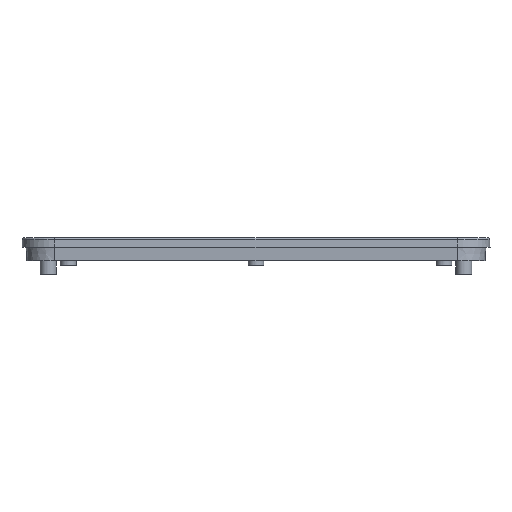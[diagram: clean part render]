
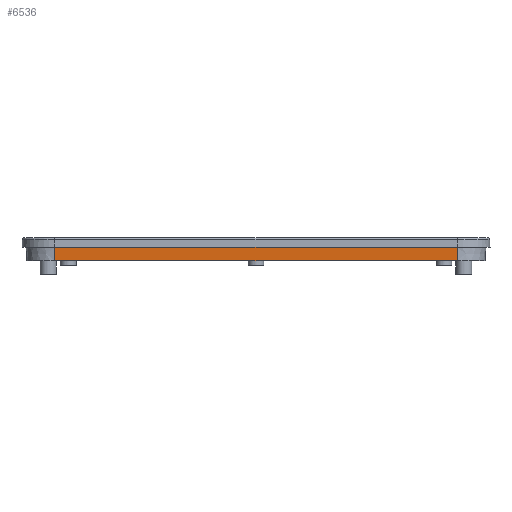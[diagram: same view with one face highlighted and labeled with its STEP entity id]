
A CAD part, left-side view. The second image highlights one B-rep face of the part: STEP entity #6536.
In plain terms, the highlighted planar face has unit normal (-0.999, 0, -0.035).
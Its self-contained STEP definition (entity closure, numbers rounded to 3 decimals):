
#746 = PLANE('',#747);
#747 = AXIS2_PLACEMENT_3D('',#748,#749,#750);
#748 = CARTESIAN_POINT('',(13.598,31.484,-2.5));
#749 = DIRECTION('',(0.,0.,-1.));
#750 = DIRECTION('',(-1.,0.,0.));
#1573 = VERTEX_POINT('',#1574);
#1574 = CARTESIAN_POINT('',(-7.215,-6.516,-2.5));
#1593 = CONICAL_SURFACE('',#1594,5.4,0.035);
#1594 = AXIS2_PLACEMENT_3D('',#1595,#1596,#1597);
#1595 = CARTESIAN_POINT('',(-1.902,-6.516,
    0.));
#1596 = DIRECTION('',(0.,0.,1.));
#1597 = DIRECTION('',(0.,1.,0.));
#1605 = EDGE_CURVE('',#1606,#1573,#1608,.T.);
#1606 = VERTEX_POINT('',#1607);
#1607 = CARTESIAN_POINT('',(-7.215,69.484,-2.5));
#1608 = SURFACE_CURVE('',#1609,(#1613,#1620),.PCURVE_S1.);
#1609 = LINE('',#1610,#1611);
#1610 = CARTESIAN_POINT('',(-7.215,69.484,-2.5));
#1611 = VECTOR('',#1612,1.);
#1612 = DIRECTION('',(0.,-1.,0.));
#1613 = PCURVE('',#746,#1614);
#1614 = DEFINITIONAL_REPRESENTATION('',(#1615),#1619);
#1615 = LINE('',#1616,#1617);
#1616 = CARTESIAN_POINT('',(20.813,38.));
#1617 = VECTOR('',#1618,1.);
#1618 = DIRECTION('',(0.,-1.));
#1619 = ( GEOMETRIC_REPRESENTATION_CONTEXT(2) 
PARAMETRIC_REPRESENTATION_CONTEXT() REPRESENTATION_CONTEXT('2D SPACE',''
  ) );
#1620 = PCURVE('',#1621,#1626);
#1621 = PLANE('',#1622);
#1622 = AXIS2_PLACEMENT_3D('',#1623,#1624,#1625);
#1623 = CARTESIAN_POINT('',(-7.302,69.484,
    0.));
#1624 = DIRECTION('',(-0.999,0.,
    -0.035));
#1625 = DIRECTION('',(0.,1.,0.));
#1626 = DEFINITIONAL_REPRESENTATION('',(#1627),#1631);
#1627 = LINE('',#1628,#1629);
#1628 = CARTESIAN_POINT('',(0.,2.502));
#1629 = VECTOR('',#1630,1.);
#1630 = DIRECTION('',(-1.,0.));
#1631 = ( GEOMETRIC_REPRESENTATION_CONTEXT(2) 
PARAMETRIC_REPRESENTATION_CONTEXT() REPRESENTATION_CONTEXT('2D SPACE',''
  ) );
#1654 = CONICAL_SURFACE('',#1655,5.4,0.035);
#1655 = AXIS2_PLACEMENT_3D('',#1656,#1657,#1658);
#1656 = CARTESIAN_POINT('',(-1.902,69.484,
    0.));
#1657 = DIRECTION('',(0.,0.,1.));
#1658 = DIRECTION('',(1.,0.,0.));
#1963 = PLANE('',#1964);
#1964 = AXIS2_PLACEMENT_3D('',#1965,#1966,#1967);
#1965 = CARTESIAN_POINT('',(13.598,31.484,
    0.));
#1966 = DIRECTION('',(0.,0.,-1.));
#1967 = DIRECTION('',(-1.,0.,0.));
#6487 = EDGE_CURVE('',#6488,#1606,#6490,.T.);
#6488 = VERTEX_POINT('',#6489);
#6489 = CARTESIAN_POINT('',(-7.302,69.484,
    0.));
#6490 = SURFACE_CURVE('',#6491,(#6495,#6502),.PCURVE_S1.);
#6491 = LINE('',#6492,#6493);
#6492 = CARTESIAN_POINT('',(-7.302,69.484,
    0.));
#6493 = VECTOR('',#6494,1.);
#6494 = DIRECTION('',(0.035,0.,
    -0.999));
#6495 = PCURVE('',#1654,#6496);
#6496 = DEFINITIONAL_REPRESENTATION('',(#6497),#6501);
#6497 = LINE('',#6498,#6499);
#6498 = CARTESIAN_POINT('',(3.142,0.));
#6499 = VECTOR('',#6500,1.);
#6500 = DIRECTION('',(0.,-1.));
#6501 = ( GEOMETRIC_REPRESENTATION_CONTEXT(2) 
PARAMETRIC_REPRESENTATION_CONTEXT() REPRESENTATION_CONTEXT('2D SPACE',''
  ) );
#6502 = PCURVE('',#1621,#6503);
#6503 = DEFINITIONAL_REPRESENTATION('',(#6504),#6508);
#6504 = LINE('',#6505,#6506);
#6505 = CARTESIAN_POINT('',(0.,0.));
#6506 = VECTOR('',#6507,1.);
#6507 = DIRECTION('',(0.,1.));
#6508 = ( GEOMETRIC_REPRESENTATION_CONTEXT(2) 
PARAMETRIC_REPRESENTATION_CONTEXT() REPRESENTATION_CONTEXT('2D SPACE',''
  ) );
#6536 = ADVANCED_FACE('',(#6537),#1621,.T.);
#6537 = FACE_BOUND('',#6538,.T.);
#6538 = EDGE_LOOP('',(#6539,#6540,#6563,#6584));
#6539 = ORIENTED_EDGE('',*,*,#1605,.T.);
#6540 = ORIENTED_EDGE('',*,*,#6541,.F.);
#6541 = EDGE_CURVE('',#6542,#1573,#6544,.T.);
#6542 = VERTEX_POINT('',#6543);
#6543 = CARTESIAN_POINT('',(-7.302,-6.516,
    0.));
#6544 = SURFACE_CURVE('',#6545,(#6549,#6556),.PCURVE_S1.);
#6545 = LINE('',#6546,#6547);
#6546 = CARTESIAN_POINT('',(-7.302,-6.516,
    0.));
#6547 = VECTOR('',#6548,1.);
#6548 = DIRECTION('',(0.035,0.,
    -0.999));
#6549 = PCURVE('',#1621,#6550);
#6550 = DEFINITIONAL_REPRESENTATION('',(#6551),#6555);
#6551 = LINE('',#6552,#6553);
#6552 = CARTESIAN_POINT('',(-76.,0.));
#6553 = VECTOR('',#6554,1.);
#6554 = DIRECTION('',(0.,1.));
#6555 = ( GEOMETRIC_REPRESENTATION_CONTEXT(2) 
PARAMETRIC_REPRESENTATION_CONTEXT() REPRESENTATION_CONTEXT('2D SPACE',''
  ) );
#6556 = PCURVE('',#1593,#6557);
#6557 = DEFINITIONAL_REPRESENTATION('',(#6558),#6562);
#6558 = LINE('',#6559,#6560);
#6559 = CARTESIAN_POINT('',(1.571,0.));
#6560 = VECTOR('',#6561,1.);
#6561 = DIRECTION('',(0.,-1.));
#6562 = ( GEOMETRIC_REPRESENTATION_CONTEXT(2) 
PARAMETRIC_REPRESENTATION_CONTEXT() REPRESENTATION_CONTEXT('2D SPACE',''
  ) );
#6563 = ORIENTED_EDGE('',*,*,#6564,.F.);
#6564 = EDGE_CURVE('',#6488,#6542,#6565,.T.);
#6565 = SURFACE_CURVE('',#6566,(#6570,#6577),.PCURVE_S1.);
#6566 = LINE('',#6567,#6568);
#6567 = CARTESIAN_POINT('',(-7.302,50.484,
    0.));
#6568 = VECTOR('',#6569,1.);
#6569 = DIRECTION('',(0.,-1.,0.));
#6570 = PCURVE('',#1621,#6571);
#6571 = DEFINITIONAL_REPRESENTATION('',(#6572),#6576);
#6572 = LINE('',#6573,#6574);
#6573 = CARTESIAN_POINT('',(-19.,0.));
#6574 = VECTOR('',#6575,1.);
#6575 = DIRECTION('',(-1.,0.));
#6576 = ( GEOMETRIC_REPRESENTATION_CONTEXT(2) 
PARAMETRIC_REPRESENTATION_CONTEXT() REPRESENTATION_CONTEXT('2D SPACE',''
  ) );
#6577 = PCURVE('',#1963,#6578);
#6578 = DEFINITIONAL_REPRESENTATION('',(#6579),#6583);
#6579 = LINE('',#6580,#6581);
#6580 = CARTESIAN_POINT('',(20.9,19.));
#6581 = VECTOR('',#6582,1.);
#6582 = DIRECTION('',(0.,-1.));
#6583 = ( GEOMETRIC_REPRESENTATION_CONTEXT(2) 
PARAMETRIC_REPRESENTATION_CONTEXT() REPRESENTATION_CONTEXT('2D SPACE',''
  ) );
#6584 = ORIENTED_EDGE('',*,*,#6487,.T.);
